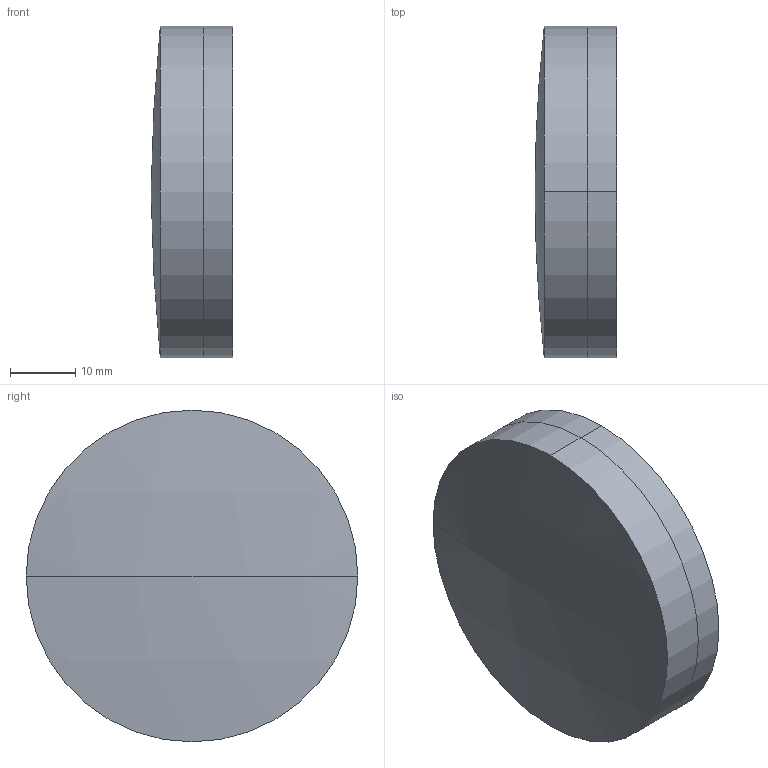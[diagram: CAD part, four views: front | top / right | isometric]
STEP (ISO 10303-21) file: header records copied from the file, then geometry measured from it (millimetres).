
FILE_DESCRIPTION (( 'STEP AP203' ), '1' );
FILE_NAME ('145285.STEP', '2024-05-13T01:57:20', ( '' ), ( '' ), 'SwSTEP 2.0', 'SolidWorks 2020', '' );
FILE_SCHEMA (( 'CONFIG_CONTROL_DESIGN' ));
Length unit declared in the file: millimetre
Products named in the file (1): 145285
Bounding box: 12.53 x 50.8 x 50.8 mm (x, y, z)
Volume: 24450.7 mm3; surface area: 9892.5 mm2
Topology: 2 solids, 2 shells, 11 faces, 24 edges, 17 vertices
Faces by surface type: sphere 6, cylinder 4, plane 1
Entity records: 397 total; most frequent: DIRECTION 68, CARTESIAN_POINT 53, ORIENTED_EDGE 48, AXIS2_PLACEMENT_3D 32, EDGE_CURVE 24, CIRCLE 20, VERTEX_POINT 17, FACE_OUTER_BOUND 11
